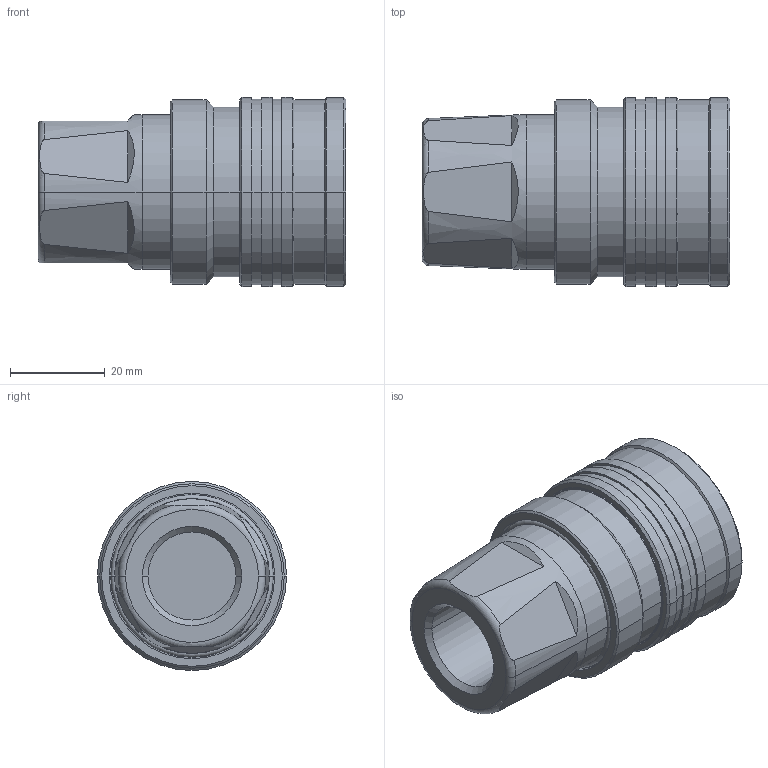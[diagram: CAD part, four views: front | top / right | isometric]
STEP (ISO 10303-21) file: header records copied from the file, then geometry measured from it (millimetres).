
FILE_DESCRIPTION (( 'STEP AP214' ), '1' );
FILE_NAME ('5011.STEP', '2015-09-03T14:14:09', ( 'admin' ), ( 'Microsoft' ), 'SwSTEP 2.0', 'SolidWorks 2009', '' );
FILE_SCHEMA (( 'AUTOMOTIVE_DESIGN' ));
Length unit declared in the file: millimetre
Products named in the file (1): 5011
Bounding box: 65.15 x 40 x 40 mm (x, y, z)
Volume: 47686.2 mm3; surface area: 14879.7 mm2
Topology: 1 solids, 1 shells, 147 faces, 304 edges, 182 vertices
Faces by surface type: cylinder 48, cone 40, plane 37, torus 22
Entity records: 4593 total; most frequent: CARTESIAN_POINT 866, DIRECTION 762, ORIENTED_EDGE 608, AXIS2_PLACEMENT_3D 334, EDGE_CURVE 304, CIRCLE 186, VERTEX_POINT 182, EDGE_LOOP 170
